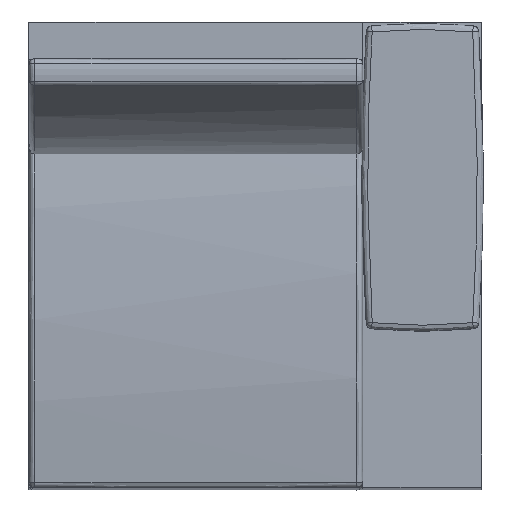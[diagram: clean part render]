
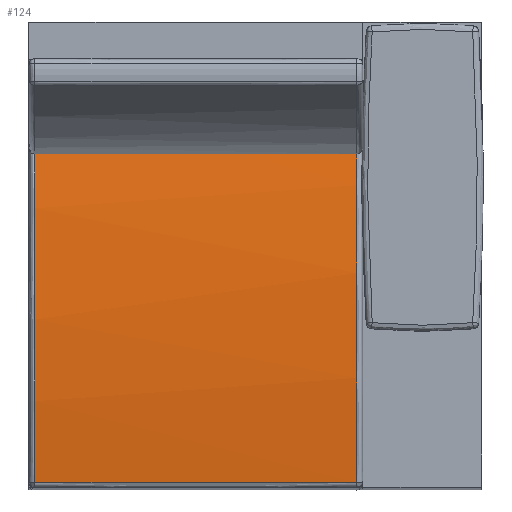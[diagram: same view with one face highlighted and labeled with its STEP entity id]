
A CAD part, top view. The second image highlights one B-rep face of the part: STEP entity #124.
In plain terms, the highlighted free-form (B-spline) face has degree [2, 1] with [3, 2] control points.
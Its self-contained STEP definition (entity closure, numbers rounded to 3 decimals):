
#124=ADVANCED_FACE($,(#239),#1193,.T.);
#239=FACE_OUTER_BOUND($,#354,.T.);
#354=EDGE_LOOP($,(#719,#720,#721,#722));
#719=ORIENTED_EDGE($,*,*,#980,.T.);
#720=ORIENTED_EDGE($,*,*,#983,.T.);
#721=ORIENTED_EDGE($,*,*,#982,.T.);
#722=ORIENTED_EDGE($,*,*,#981,.F.);
#980=EDGE_CURVE($,#1122,#1123,#1426,.T.);
#981=EDGE_CURVE($,#1122,#1124,#1427,.T.);
#982=EDGE_CURVE($,#1125,#1124,#1428,.T.);
#983=EDGE_CURVE($,#1123,#1125,#1429,.T.);
#1122=VERTEX_POINT($,#3901);
#1123=VERTEX_POINT($,#3902);
#1124=VERTEX_POINT($,#3903);
#1125=VERTEX_POINT($,#3904);
#1193=(
BOUNDED_SURFACE()
B_SPLINE_SURFACE(2,1,((#3531,#3532),(#3533,#3534),(#3535,#3536)),.UNSPECIFIED.,
.F.,.F.,.F.)
B_SPLINE_SURFACE_WITH_KNOTS((3,3),(2,2),(-870.503,-119.266),
(-821.293,-15.119),.UNSPECIFIED.)
GEOMETRIC_REPRESENTATION_ITEM()
RATIONAL_B_SPLINE_SURFACE(((0.999,0.999),(0.978,
0.978),(1.,1.)))
REPRESENTATION_ITEM($)
SURFACE()
);
#1426=(
BOUNDED_CURVE()
B_SPLINE_CURVE(3,(#3377,#3378,#3379,#3380,#3381,#3382,#3383,#3384,#3385,
#3386,#3387),.UNSPECIFIED.,.F.,.F.)
B_SPLINE_CURVE_WITH_KNOTS((4,1,1,1,1,1,1,1,4),(12.804,156.571,
317.412,479.685,640.443,801.827,966.006,
1130.007,1286.612),.UNSPECIFIED.)
CURVE()
GEOMETRIC_REPRESENTATION_ITEM()
RATIONAL_B_SPLINE_CURVE((1.,1.,1.,1.,1.,1.,1.,1.,1.,1.,1.))
REPRESENTATION_ITEM($)
);
#1427=(
BOUNDED_CURVE()
B_SPLINE_CURVE(3,(#3388,#3389,#3390,#3391),.UNSPECIFIED.,.F.,.F.)
B_SPLINE_CURVE_WITH_KNOTS((4,4),(20.,1086.412),.UNSPECIFIED.)
CURVE()
GEOMETRIC_REPRESENTATION_ITEM()
RATIONAL_B_SPLINE_CURVE((1.,1.,1.,1.))
REPRESENTATION_ITEM($)
);
#1428=(
BOUNDED_CURVE()
B_SPLINE_CURVE(3,(#3392,#3393,#3394,#3395,#3396,#3397,#3398,#3399,#3400,
#3401,#3402),.UNSPECIFIED.,.F.,.F.)
B_SPLINE_CURVE_WITH_KNOTS((4,1,1,1,1,1,1,1,4),(14.444,160.814,
324.79,488.971,650.381,811.19,973.54,
1134.482,1288.252),.UNSPECIFIED.)
CURVE()
GEOMETRIC_REPRESENTATION_ITEM()
RATIONAL_B_SPLINE_CURVE((1.,1.,1.,1.,1.,1.,1.,1.,1.,1.,1.))
REPRESENTATION_ITEM($)
);
#1429=(
BOUNDED_CURVE()
B_SPLINE_CURVE(3,(#3403,#3404,#3405,#3406),.UNSPECIFIED.,.F.,.F.)
B_SPLINE_CURVE_WITH_KNOTS((4,4),(20.,1086.412),.UNSPECIFIED.)
CURVE()
GEOMETRIC_REPRESENTATION_ITEM()
RATIONAL_B_SPLINE_CURVE((1.,1.,1.,1.))
REPRESENTATION_ITEM($)
);
#3377=CARTESIAN_POINT($,(81508.89,-16843.822,309.793));
#3378=CARTESIAN_POINT($,(81508.89,-16890.854,320.303));
#3379=CARTESIAN_POINT($,(81508.89,-16990.948,340.554));
#3380=CARTESIAN_POINT($,(81508.89,-17145.523,365.121));
#3381=CARTESIAN_POINT($,(81508.89,-17306.666,383.557));
#3382=CARTESIAN_POINT($,(81508.89,-17468.62,395.061));
#3383=CARTESIAN_POINT($,(81508.89,-17631.544,399.719));
#3384=CARTESIAN_POINT($,(81508.89,-17795.6,397.46));
#3385=CARTESIAN_POINT($,(81508.89,-17957.808,388.336));
#3386=CARTESIAN_POINT($,(81508.89,-18064.739,377.88));
#3387=CARTESIAN_POINT($,(81508.89,-18116.846,371.722));
#3388=CARTESIAN_POINT($,(81508.89,-16843.822,309.793));
#3389=CARTESIAN_POINT($,(81864.361,-16843.822,309.793));
#3390=CARTESIAN_POINT($,(82219.831,-16843.822,309.793));
#3391=CARTESIAN_POINT($,(82575.302,-16843.822,309.793));
#3392=CARTESIAN_POINT($,(82575.302,-18116.846,371.722));
#3393=CARTESIAN_POINT($,(82575.302,-18068.144,377.478));
#3394=CARTESIAN_POINT($,(82575.302,-17964.651,387.735));
#3395=CARTESIAN_POINT($,(82575.302,-17805.9,397.085));
#3396=CARTESIAN_POINT($,(82575.302,-17641.85,399.781));
#3397=CARTESIAN_POINT($,(82575.302,-17478.889,395.558));
#3398=CARTESIAN_POINT($,(82575.302,-17316.853,384.487));
#3399=CARTESIAN_POINT($,(82575.302,-17155.585,366.482));
#3400=CARTESIAN_POINT($,(82575.302,-16997.573,341.812));
#3401=CARTESIAN_POINT($,(82575.302,-16894.127,321.034));
#3402=CARTESIAN_POINT($,(82575.302,-16843.822,309.793));
#3403=CARTESIAN_POINT($,(81508.89,-18116.846,371.722));
#3404=CARTESIAN_POINT($,(81864.361,-18116.846,371.722));
#3405=CARTESIAN_POINT($,(82219.831,-18116.846,371.722));
#3406=CARTESIAN_POINT($,(82575.302,-18116.846,371.722));
#3531=CARTESIAN_POINT($,(82575.302,-18116.846,371.722));
#3532=CARTESIAN_POINT($,(81508.89,-18116.846,371.722));
#3533=CARTESIAN_POINT($,(82575.302,-17465.46,448.703));
#3534=CARTESIAN_POINT($,(81508.89,-17465.46,448.703));
#3535=CARTESIAN_POINT($,(82575.302,-16843.822,309.793));
#3536=CARTESIAN_POINT($,(81508.89,-16843.822,309.793));
#3901=CARTESIAN_POINT($,(81508.89,-16843.822,309.793));
#3902=CARTESIAN_POINT($,(81508.89,-18116.846,371.722));
#3903=CARTESIAN_POINT($,(82575.302,-16843.822,309.793));
#3904=CARTESIAN_POINT($,(82575.302,-18116.846,371.722));
